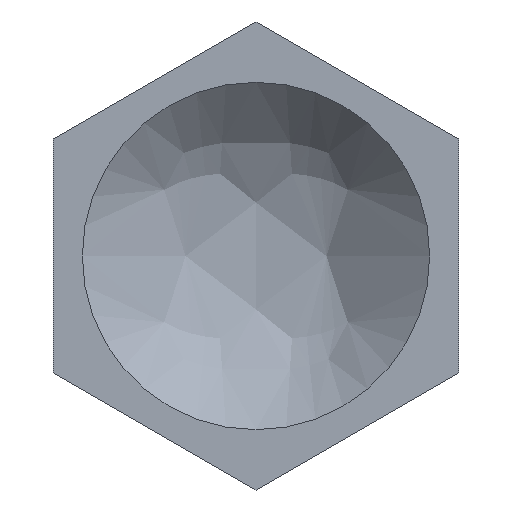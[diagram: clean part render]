
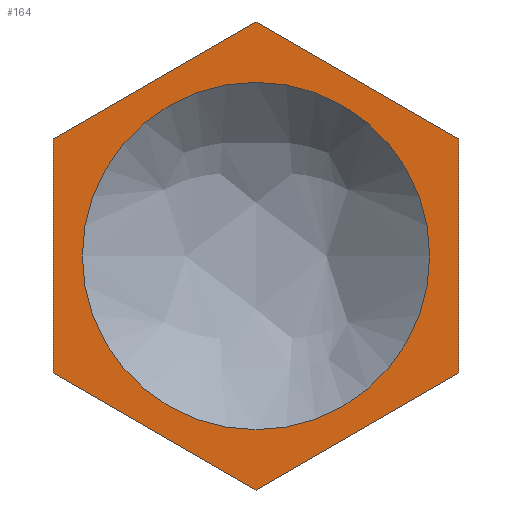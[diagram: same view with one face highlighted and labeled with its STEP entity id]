
A CAD part, front view. The second image highlights one B-rep face of the part: STEP entity #164.
In plain terms, the highlighted planar face has unit normal (0, -1, 0).
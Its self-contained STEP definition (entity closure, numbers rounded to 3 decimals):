
#6 = AXIS2_PLACEMENT_3D ( 'NONE', #494, #245, #206 ) ;
#7 = VERTEX_POINT ( 'NONE', #528 ) ;
#23 = LINE ( 'NONE', #554, #468 ) ;
#31 = CIRCLE ( 'NONE', #409, 6. ) ;
#39 = VERTEX_POINT ( 'NONE', #328 ) ;
#50 = DIRECTION ( 'NONE',  ( -0.866, 0., 0.5 ) ) ;
#57 = VECTOR ( 'NONE', #216, 1000. ) ;
#58 = VERTEX_POINT ( 'NONE', #546 ) ;
#66 = CARTESIAN_POINT ( 'NONE',  ( -7., 14.5, -4.041 ) ) ;
#70 = ORIENTED_EDGE ( 'NONE', *, *, #487, .T. ) ;
#91 = FACE_BOUND ( 'NONE', #250, .T. ) ;
#93 = EDGE_CURVE ( 'NONE', #501, #463, #635, .T. ) ;
#116 = EDGE_CURVE ( 'NONE', #310, #58, #225, .T. ) ;
#123 = DIRECTION ( 'NONE',  ( 0.866, 0., -0.5 ) ) ;
#129 = ORIENTED_EDGE ( 'NONE', *, *, #116, .T. ) ;
#130 = LINE ( 'NONE', #495, #308 ) ;
#152 = VERTEX_POINT ( 'NONE', #360 ) ;
#158 = CARTESIAN_POINT ( 'NONE',  ( 0., 14.5, 6. ) ) ;
#164 = ADVANCED_FACE ( 'NONE', ( #91, #646 ), #415, .F. ) ;
#176 = VERTEX_POINT ( 'NONE', #570 ) ;
#178 = EDGE_LOOP ( 'NONE', ( #129, #220, #560, #377, #70, #405 ) ) ;
#183 = EDGE_CURVE ( 'NONE', #39, #310, #508, .T. ) ;
#184 = VECTOR ( 'NONE', #123, 1000. ) ;
#205 = EDGE_CURVE ( 'NONE', #58, #7, #590, .T. ) ;
#206 = DIRECTION ( 'NONE',  ( 0., 0., 1. ) ) ;
#216 = DIRECTION ( 'NONE',  ( 0.866, 0., 0.5 ) ) ;
#220 = ORIENTED_EDGE ( 'NONE', *, *, #205, .T. ) ;
#225 = LINE ( 'NONE', #66, #184 ) ;
#233 = VECTOR ( 'NONE', #356, 1000. ) ;
#237 = DIRECTION ( 'NONE',  ( 0., -1., 0. ) ) ;
#245 = DIRECTION ( 'NONE',  ( 0., -1., 0. ) ) ;
#250 = EDGE_LOOP ( 'NONE', ( #378, #412 ) ) ;
#260 = DIRECTION ( 'NONE',  ( 0., 0., 1. ) ) ;
#263 = CARTESIAN_POINT ( 'NONE',  ( 0., 14.5, 0. ) ) ;
#285 = CARTESIAN_POINT ( 'NONE',  ( -7., 14.5, -4.041 ) ) ;
#308 = VECTOR ( 'NONE', #50, 1000. ) ;
#310 = VERTEX_POINT ( 'NONE', #285 ) ;
#314 = DIRECTION ( 'NONE',  ( 0., 1., 0. ) ) ;
#325 = LINE ( 'NONE', #408, #233 ) ;
#328 = CARTESIAN_POINT ( 'NONE',  ( -7., 14.5, 4.041 ) ) ;
#341 = CARTESIAN_POINT ( 'NONE',  ( 0., 14.5, -6. ) ) ;
#356 = DIRECTION ( 'NONE',  ( -0.866, 0., -0.5 ) ) ;
#360 = CARTESIAN_POINT ( 'NONE',  ( 0., 14.5, 8.083 ) ) ;
#362 = DIRECTION ( 'NONE',  ( 0., 0., 1. ) ) ;
#377 = ORIENTED_EDGE ( 'NONE', *, *, #410, .T. ) ;
#378 = ORIENTED_EDGE ( 'NONE', *, *, #93, .F. ) ;
#403 = EDGE_CURVE ( 'NONE', #463, #501, #31, .T. ) ;
#405 = ORIENTED_EDGE ( 'NONE', *, *, #183, .T. ) ;
#408 = CARTESIAN_POINT ( 'NONE',  ( 0., 14.5, 8.083 ) ) ;
#409 = AXIS2_PLACEMENT_3D ( 'NONE', #651, #237, #648 ) ;
#410 = EDGE_CURVE ( 'NONE', #176, #152, #130, .T. ) ;
#412 = ORIENTED_EDGE ( 'NONE', *, *, #403, .F. ) ;
#414 = CARTESIAN_POINT ( 'NONE',  ( -7., 14.5, 4.041 ) ) ;
#415 = PLANE ( 'NONE',  #587 ) ;
#463 = VERTEX_POINT ( 'NONE', #341 ) ;
#468 = VECTOR ( 'NONE', #260, 1000. ) ;
#487 = EDGE_CURVE ( 'NONE', #152, #39, #325, .T. ) ;
#494 = CARTESIAN_POINT ( 'NONE',  ( 0., 14.5, 0. ) ) ;
#495 = CARTESIAN_POINT ( 'NONE',  ( 7., 14.5, 4.041 ) ) ;
#501 = VERTEX_POINT ( 'NONE', #158 ) ;
#508 = LINE ( 'NONE', #414, #654 ) ;
#512 = EDGE_CURVE ( 'NONE', #7, #176, #23, .T. ) ;
#519 = CARTESIAN_POINT ( 'NONE',  ( 0., 14.5, -8.083 ) ) ;
#528 = CARTESIAN_POINT ( 'NONE',  ( 7., 14.5, -4.041 ) ) ;
#546 = CARTESIAN_POINT ( 'NONE',  ( 0., 14.5, -8.083 ) ) ;
#554 = CARTESIAN_POINT ( 'NONE',  ( 7., 14.5, -4.041 ) ) ;
#560 = ORIENTED_EDGE ( 'NONE', *, *, #512, .T. ) ;
#570 = CARTESIAN_POINT ( 'NONE',  ( 7., 14.5, 4.041 ) ) ;
#572 = DIRECTION ( 'NONE',  ( 0., 0., -1. ) ) ;
#587 = AXIS2_PLACEMENT_3D ( 'NONE', #263, #314, #362 ) ;
#590 = LINE ( 'NONE', #519, #57 ) ;
#635 = CIRCLE ( 'NONE', #6, 6. ) ;
#646 = FACE_OUTER_BOUND ( 'NONE', #178, .T. ) ;
#648 = DIRECTION ( 'NONE',  ( 0., 0., 1. ) ) ;
#651 = CARTESIAN_POINT ( 'NONE',  ( 0., 14.5, 0. ) ) ;
#654 = VECTOR ( 'NONE', #572, 1000. ) ;
